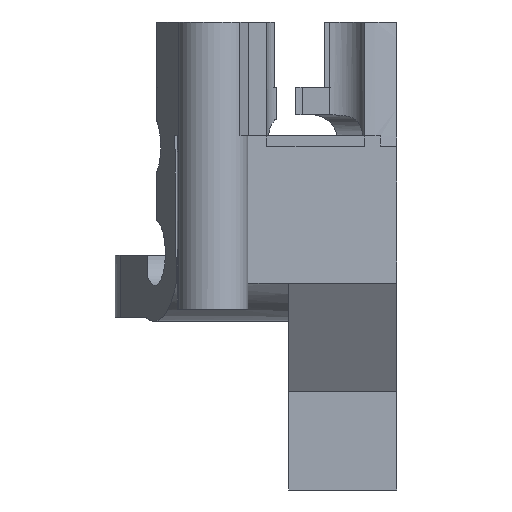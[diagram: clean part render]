
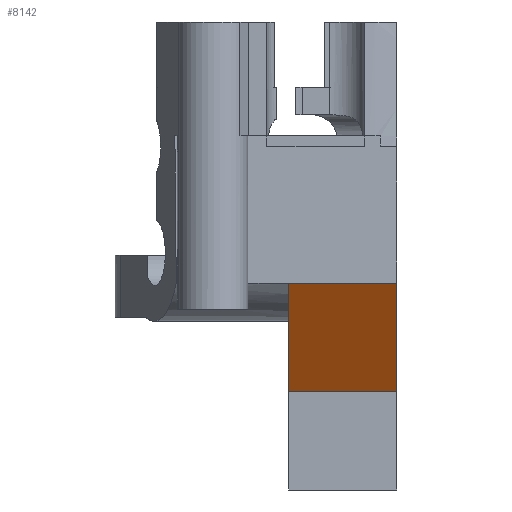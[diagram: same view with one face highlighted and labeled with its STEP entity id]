
A CAD part, front view. The second image highlights one B-rep face of the part: STEP entity #8142.
In plain terms, the highlighted planar face has unit normal (0, -0.844, -0.537).
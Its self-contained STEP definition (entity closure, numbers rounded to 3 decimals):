
#1686 = PLANE('',#1687);
#1687 = AXIS2_PLACEMENT_3D('',#1688,#1689,#1690);
#1688 = CARTESIAN_POINT('',(17.,-9.161,7.408));
#1689 = DIRECTION('',(1.,0.,0.));
#1690 = DIRECTION('',(0.,0.,-1.));
#3432 = VERTEX_POINT('',#3433);
#3433 = CARTESIAN_POINT('',(17.,-19.145,-4.61));
#3447 = PLANE('',#3448);
#3448 = AXIS2_PLACEMENT_3D('',#3449,#3450,#3451);
#3449 = CARTESIAN_POINT('',(17.,-18.,35.));
#3450 = DIRECTION('',(0.,1.,
    -0.029));
#3451 = DIRECTION('',(0.,0.029,
    1.));
#3678 = VERTEX_POINT('',#3679);
#3679 = CARTESIAN_POINT('',(17.,-12.788,-14.6));
#3693 = PLANE('',#3694);
#3694 = AXIS2_PLACEMENT_3D('',#3695,#3696,#3697);
#3695 = CARTESIAN_POINT('',(17.,-12.788,-14.6));
#3696 = DIRECTION('',(0.,1.,0.));
#3697 = DIRECTION('',(0.,0.,1.));
#3705 = EDGE_CURVE('',#3432,#3678,#3706,.T.);
#3706 = SURFACE_CURVE('',#3707,(#3711,#3718),.PCURVE_S1.);
#3707 = LINE('',#3708,#3709);
#3708 = CARTESIAN_POINT('',(17.,-19.145,-4.61));
#3709 = VECTOR('',#3710,1.);
#3710 = DIRECTION('',(0.,0.537,-0.844)
  );
#3711 = PCURVE('',#1686,#3712);
#3712 = DEFINITIONAL_REPRESENTATION('',(#3713),#3717);
#3713 = LINE('',#3714,#3715);
#3714 = CARTESIAN_POINT('',(12.018,-9.984));
#3715 = VECTOR('',#3716,1.);
#3716 = DIRECTION('',(0.844,0.537));
#3717 = ( GEOMETRIC_REPRESENTATION_CONTEXT(2) 
PARAMETRIC_REPRESENTATION_CONTEXT() REPRESENTATION_CONTEXT('2D SPACE',''
  ) );
#3718 = PCURVE('',#3719,#3724);
#3719 = PLANE('',#3720);
#3720 = AXIS2_PLACEMENT_3D('',#3721,#3722,#3723);
#3721 = CARTESIAN_POINT('',(17.,-19.145,-4.61));
#3722 = DIRECTION('',(0.,0.844,0.537)
  );
#3723 = DIRECTION('',(0.,-0.537,0.844
    ));
#3724 = DEFINITIONAL_REPRESENTATION('',(#3725),#3729);
#3725 = LINE('',#3726,#3727);
#3726 = CARTESIAN_POINT('',(0.,0.));
#3727 = VECTOR('',#3728,1.);
#3728 = DIRECTION('',(-1.,0.));
#3729 = ( GEOMETRIC_REPRESENTATION_CONTEXT(2) 
PARAMETRIC_REPRESENTATION_CONTEXT() REPRESENTATION_CONTEXT('2D SPACE',''
  ) );
#4859 = PLANE('',#4860);
#4860 = AXIS2_PLACEMENT_3D('',#4861,#4862,#4863);
#4861 = CARTESIAN_POINT('',(7.,-8.328,-15.126));
#4862 = DIRECTION('',(1.,0.,0.));
#4863 = DIRECTION('',(0.,1.,0.));
#7767 = VERTEX_POINT('',#7768);
#7768 = CARTESIAN_POINT('',(7.,-19.145,-4.61));
#7794 = EDGE_CURVE('',#3432,#7767,#7795,.T.);
#7795 = SURFACE_CURVE('',#7796,(#7800,#7807),.PCURVE_S1.);
#7796 = LINE('',#7797,#7798);
#7797 = CARTESIAN_POINT('',(17.,-19.145,-4.61));
#7798 = VECTOR('',#7799,1.);
#7799 = DIRECTION('',(-1.,0.,0.));
#7800 = PCURVE('',#3447,#7801);
#7801 = DEFINITIONAL_REPRESENTATION('',(#7802),#7806);
#7802 = LINE('',#7803,#7804);
#7803 = CARTESIAN_POINT('',(-39.627,0.));
#7804 = VECTOR('',#7805,1.);
#7805 = DIRECTION('',(0.,-1.));
#7806 = ( GEOMETRIC_REPRESENTATION_CONTEXT(2) 
PARAMETRIC_REPRESENTATION_CONTEXT() REPRESENTATION_CONTEXT('2D SPACE',''
  ) );
#7807 = PCURVE('',#3719,#7808);
#7808 = DEFINITIONAL_REPRESENTATION('',(#7809),#7813);
#7809 = LINE('',#7810,#7811);
#7810 = CARTESIAN_POINT('',(-0.,0.));
#7811 = VECTOR('',#7812,1.);
#7812 = DIRECTION('',(0.,-1.));
#7813 = ( GEOMETRIC_REPRESENTATION_CONTEXT(2) 
PARAMETRIC_REPRESENTATION_CONTEXT() REPRESENTATION_CONTEXT('2D SPACE',''
  ) );
#8142 = ADVANCED_FACE('',(#8143),#3719,.F.);
#8143 = FACE_BOUND('',#8144,.T.);
#8144 = EDGE_LOOP('',(#8145,#8146,#8147,#8170));
#8145 = ORIENTED_EDGE('',*,*,#3705,.F.);
#8146 = ORIENTED_EDGE('',*,*,#7794,.T.);
#8147 = ORIENTED_EDGE('',*,*,#8148,.T.);
#8148 = EDGE_CURVE('',#7767,#8149,#8151,.T.);
#8149 = VERTEX_POINT('',#8150);
#8150 = CARTESIAN_POINT('',(7.,-12.788,-14.6));
#8151 = SURFACE_CURVE('',#8152,(#8156,#8163),.PCURVE_S1.);
#8152 = LINE('',#8153,#8154);
#8153 = CARTESIAN_POINT('',(7.,-19.145,-4.61));
#8154 = VECTOR('',#8155,1.);
#8155 = DIRECTION('',(0.,0.537,-0.844)
  );
#8156 = PCURVE('',#3719,#8157);
#8157 = DEFINITIONAL_REPRESENTATION('',(#8158),#8162);
#8158 = LINE('',#8159,#8160);
#8159 = CARTESIAN_POINT('',(0.,-10.));
#8160 = VECTOR('',#8161,1.);
#8161 = DIRECTION('',(-1.,0.));
#8162 = ( GEOMETRIC_REPRESENTATION_CONTEXT(2) 
PARAMETRIC_REPRESENTATION_CONTEXT() REPRESENTATION_CONTEXT('2D SPACE',''
  ) );
#8163 = PCURVE('',#4859,#8164);
#8164 = DEFINITIONAL_REPRESENTATION('',(#8165),#8169);
#8165 = LINE('',#8166,#8167);
#8166 = CARTESIAN_POINT('',(-10.817,10.516));
#8167 = VECTOR('',#8168,1.);
#8168 = DIRECTION('',(0.537,-0.844));
#8169 = ( GEOMETRIC_REPRESENTATION_CONTEXT(2) 
PARAMETRIC_REPRESENTATION_CONTEXT() REPRESENTATION_CONTEXT('2D SPACE',''
  ) );
#8170 = ORIENTED_EDGE('',*,*,#8171,.F.);
#8171 = EDGE_CURVE('',#3678,#8149,#8172,.T.);
#8172 = SURFACE_CURVE('',#8173,(#8177,#8184),.PCURVE_S1.);
#8173 = LINE('',#8174,#8175);
#8174 = CARTESIAN_POINT('',(17.,-12.788,-14.6));
#8175 = VECTOR('',#8176,1.);
#8176 = DIRECTION('',(-1.,0.,0.));
#8177 = PCURVE('',#3719,#8178);
#8178 = DEFINITIONAL_REPRESENTATION('',(#8179),#8183);
#8179 = LINE('',#8180,#8181);
#8180 = CARTESIAN_POINT('',(-11.841,0.));
#8181 = VECTOR('',#8182,1.);
#8182 = DIRECTION('',(0.,-1.));
#8183 = ( GEOMETRIC_REPRESENTATION_CONTEXT(2) 
PARAMETRIC_REPRESENTATION_CONTEXT() REPRESENTATION_CONTEXT('2D SPACE',''
  ) );
#8184 = PCURVE('',#3693,#8185);
#8185 = DEFINITIONAL_REPRESENTATION('',(#8186),#8190);
#8186 = LINE('',#8187,#8188);
#8187 = CARTESIAN_POINT('',(-0.,0.));
#8188 = VECTOR('',#8189,1.);
#8189 = DIRECTION('',(0.,-1.));
#8190 = ( GEOMETRIC_REPRESENTATION_CONTEXT(2) 
PARAMETRIC_REPRESENTATION_CONTEXT() REPRESENTATION_CONTEXT('2D SPACE',''
  ) );
